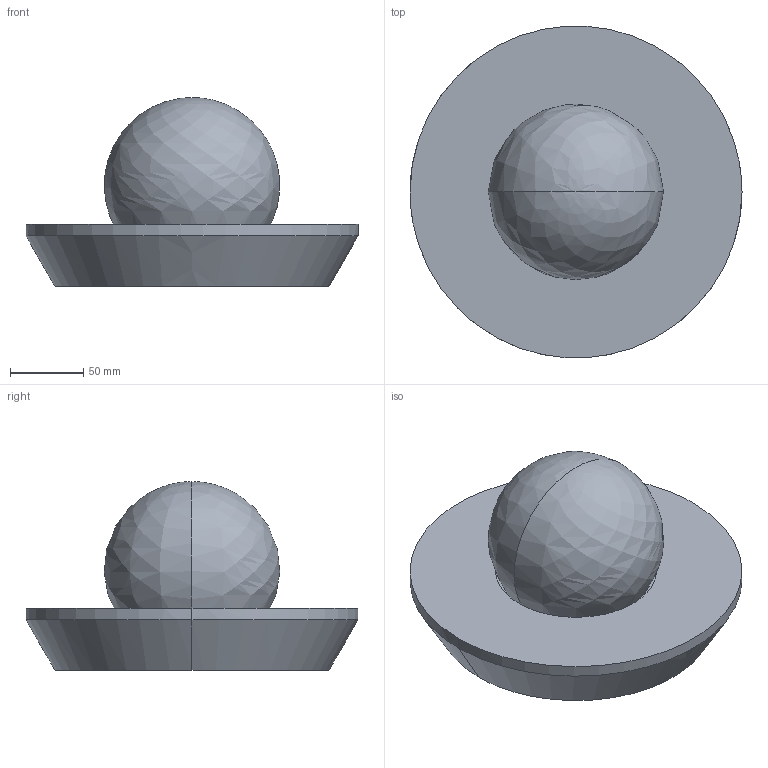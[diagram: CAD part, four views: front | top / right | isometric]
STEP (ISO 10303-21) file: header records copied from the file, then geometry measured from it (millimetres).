
FILE_DESCRIPTION(/* description */ (''),/* implementation_level */ '2;1');
FILE_NAME(/* name */ 'T403_CicladiRound_1Luce',/* time_stamp */ '2023-09-19T15:43:52+02:00',/* author */ (''),/* organization */ (''),/* preprocessor_version */ 'ST-DEVELOPER v16.5',/* originating_system */ 'Rhino 7.20',/* authorisation */ '');
FILE_SCHEMA (('CONFIG_CONTROL_DESIGN'));
Length unit declared in the file: millimetre
Products named in the file (1): Document
Bounding box: 227 x 226.51 x 129.09 mm (x, y, z)
Volume: 1021727 mm3; surface area: 191766 mm2
Topology: 1 solids, 3 shells, 59 faces, 138 edges, 84 vertices
Faces by surface type: cylinder 30, plane 19, bspline 10
Entity records: 1883 total; most frequent: CARTESIAN_POINT 914, ORIENTED_EDGE 264, EDGE_CURVE 134, VERTEX_POINT 84, EDGE_LOOP 72, ADVANCED_FACE 59, FACE_OUTER_BOUND 59, DIRECTION 55
